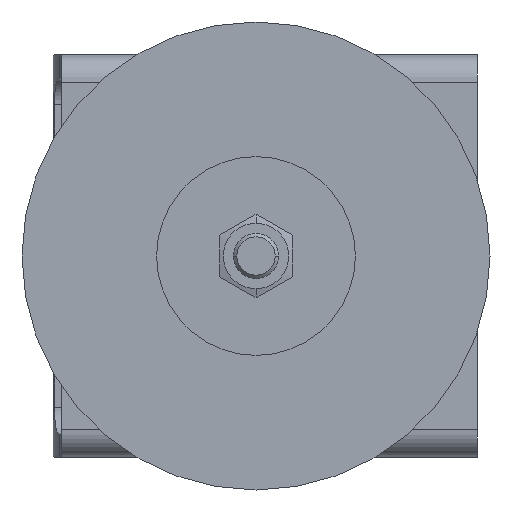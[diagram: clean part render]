
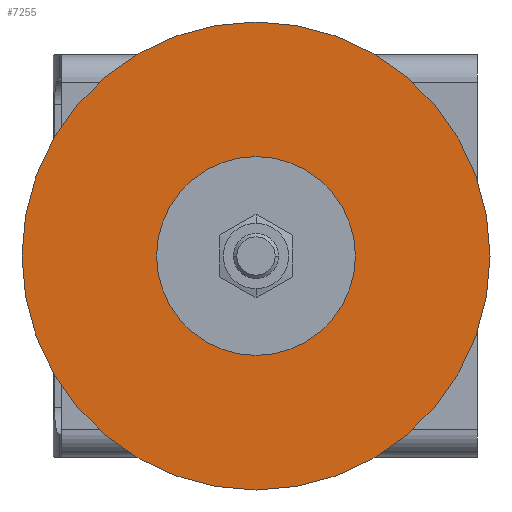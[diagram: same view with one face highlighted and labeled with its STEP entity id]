
A CAD part, front view. The second image highlights one B-rep face of the part: STEP entity #7255.
In plain terms, the highlighted planar face has unit normal (0, -1, 0).
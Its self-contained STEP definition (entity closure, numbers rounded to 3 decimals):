
#7106=CARTESIAN_POINT('',(0.,0.,0.));
#7107=DIRECTION('',(0.,1.,0.));
#7108=DIRECTION('',(0.,0.,-1.));
#7109=AXIS2_PLACEMENT_3D('',#7106,#7107,#7108);
#7111=CARTESIAN_POINT('',(0.,0.,0.));
#7112=DIRECTION('',(0.,1.,0.));
#7113=DIRECTION('',(0.,0.,1.));
#7114=AXIS2_PLACEMENT_3D('',#7111,#7112,#7113);
#7120=CARTESIAN_POINT('',(0.,0.,0.));
#7121=DIRECTION('',(0.,-1.,0.));
#7122=DIRECTION('',(0.,0.,-1.));
#7123=AXIS2_PLACEMENT_3D('',#7120,#7121,#7122);
#7129=CARTESIAN_POINT('',(0.,0.,0.));
#7130=DIRECTION('',(0.,1.,0.));
#7131=DIRECTION('',(0.,0.,-1.));
#7132=AXIS2_PLACEMENT_3D('',#7129,#7130,#7131);
#7210=CARTESIAN_POINT('',(0.,0.,-25.9));
#7212=VERTEX_POINT('',#7210);
#7216=CARTESIAN_POINT('',(0.,0.,25.9));
#7218=VERTEX_POINT('',#7216);
#7226=CARTESIAN_POINT('',(0.,0.,-11.));
#7227=CARTESIAN_POINT('',(0.,0.,11.));
#7228=VERTEX_POINT('',#7226);
#7229=VERTEX_POINT('',#7227);
#7238=CARTESIAN_POINT('',(0.,0.,0.));
#7239=DIRECTION('',(0.,1.,0.));
#7240=DIRECTION('',(0.,0.,-1.));
#7241=AXIS2_PLACEMENT_3D('',#7238,#7239,#7240);
#7242=PLANE('',#7241);
#7244=ORIENTED_EDGE('',*,*,#7243,.F.);
#7246=ORIENTED_EDGE('',*,*,#7245,.T.);
#7247=EDGE_LOOP('',(#7244,#7246));
#7248=FACE_OUTER_BOUND('',#7247,.F.);
#7250=ORIENTED_EDGE('',*,*,#7249,.F.);
#7252=ORIENTED_EDGE('',*,*,#7251,.F.);
#7253=EDGE_LOOP('',(#7250,#7252));
#7254=FACE_BOUND('',#7253,.F.);
#7255=ADVANCED_FACE('',(#7248,#7254),#7242,.F.);
#7110=CIRCLE('',#7109,11.);
#7115=CIRCLE('',#7114,11.);
#7124=CIRCLE('',#7123,25.9);
#7133=CIRCLE('',#7132,25.9);
#7243=EDGE_CURVE('',#7212,#7218,#7124,.T.);
#7245=EDGE_CURVE('',#7212,#7218,#7133,.T.);
#7249=EDGE_CURVE('',#7228,#7229,#7110,.T.);
#7251=EDGE_CURVE('',#7229,#7228,#7115,.T.);
